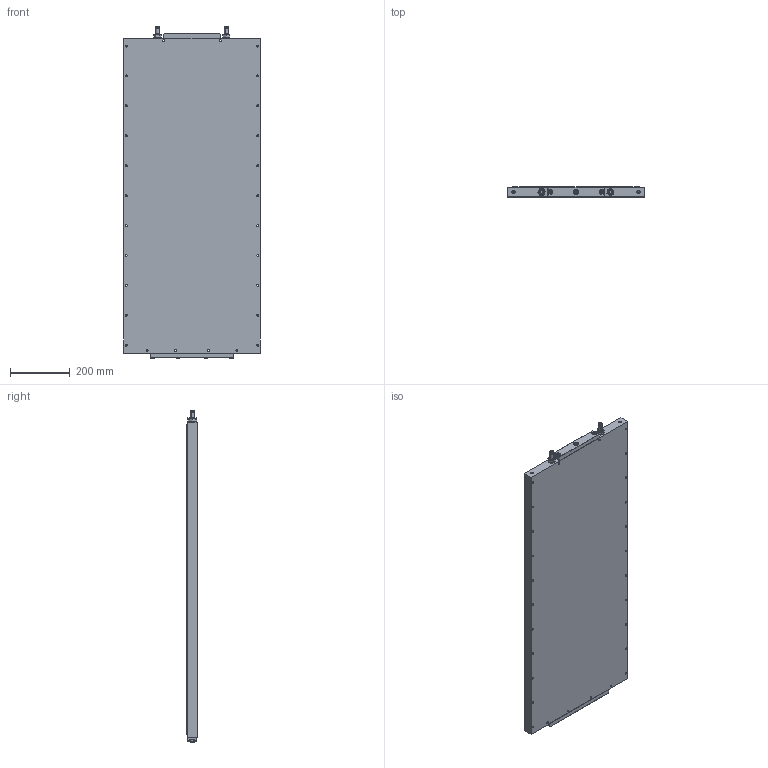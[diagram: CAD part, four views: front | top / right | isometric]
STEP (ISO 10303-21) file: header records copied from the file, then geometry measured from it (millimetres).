
FILE_DESCRIPTION (( 'STEP AP214' ), '1' );
FILE_NAME ('10H6TFW-1000.STEP', '2010-12-08T13:56:09', ( 'KEB' ), ( 'Karl E. Brinkmann GmbH' ), 'SwSTEP 2.0', 'SolidWorks 2007', '' );
FILE_SCHEMA (( 'AUTOMOTIVE_DESIGN' ));
Length unit declared in the file: millimetre
Products named in the file (8): Scheibe_M 8; Verschraubung_Standard; Zyl. Schraube_M 8 x 25; Dichtung 1000er_Einbaulage; K黨lk鰎per 1000mm_Standard; Leiste_Standard; 10H6TFW-1000; Leiste-kurz_Standard
Assembly tree (20 placements, depth 2):
  10H6TFW-1000
    Scheibe_M 8  x7
    Zyl. Schraube_M 8 x 25  x7
    Leiste_Standard
    K黨lk鰎per 1000mm_Standard
    Verschraubung_Standard  x2
    Dichtung 1000er_Einbaulage
    Leiste-kurz_Standard
Bounding box: 457 x 34 x 1109.6 mm (x, y, z)
Volume: 15588420.1 mm3; surface area: 1236252.6 mm2
Topology: 22 solids, 22 shells, 1029 faces, 2283 edges, 1283 vertices
Faces by surface type: cylinder 345, cone 310, plane 250, torus 124
Entity records: 23826 total; most frequent: DIRECTION 4016, CARTESIAN_POINT 3484, ORIENTED_EDGE 3306, EDGE_CURVE 1653, AXIS2_PLACEMENT_3D 1606, VERTEX_POINT 970, EDGE_LOOP 887, CIRCLE 829
